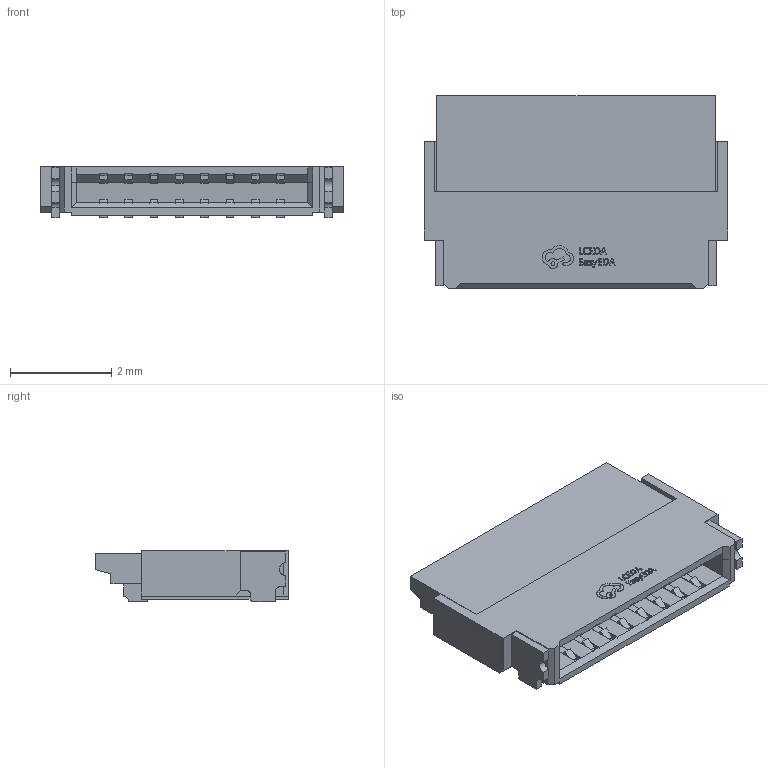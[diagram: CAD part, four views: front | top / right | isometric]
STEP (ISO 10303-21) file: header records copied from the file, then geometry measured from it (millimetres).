
FILE_DESCRIPTION (( 'STEP AP214' ), '1' );
FILE_NAME ('FPC-SMD_8P-P0.50_XUNPU_FPC-0.5HF-8PWBH10.STEP', '2024-06-22T04:08:01', ( 'User' ), ( 'China' ), 'SwSTEP 2.0', 'SolidWorks 2020', '' );
FILE_SCHEMA (( 'AUTOMOTIVE_DESIGN' ));
Length unit declared in the file: millimetre
Products named in the file (1): FPC-SMD_8P-P0.50_XUNPU_FPC-0.5HF-8PWBH10
Bounding box: 6 x 3.8 x 1.01 mm (x, y, z)
Volume: 14.2 mm3; surface area: 105 mm2
Topology: 1 solids, 1 shells, 545 faces, 1522 edges, 998 vertices
Faces by surface type: plane 430, bspline 98, cylinder 17
Entity records: 23735 total; most frequent: CARTESIAN_POINT 4372, ORIENTED_EDGE 3044, DIRECTION 2256, EDGE_CURVE 1522, VECTOR 1284, LINE 1284, VERTEX_POINT 998, EDGE_LOOP 564
